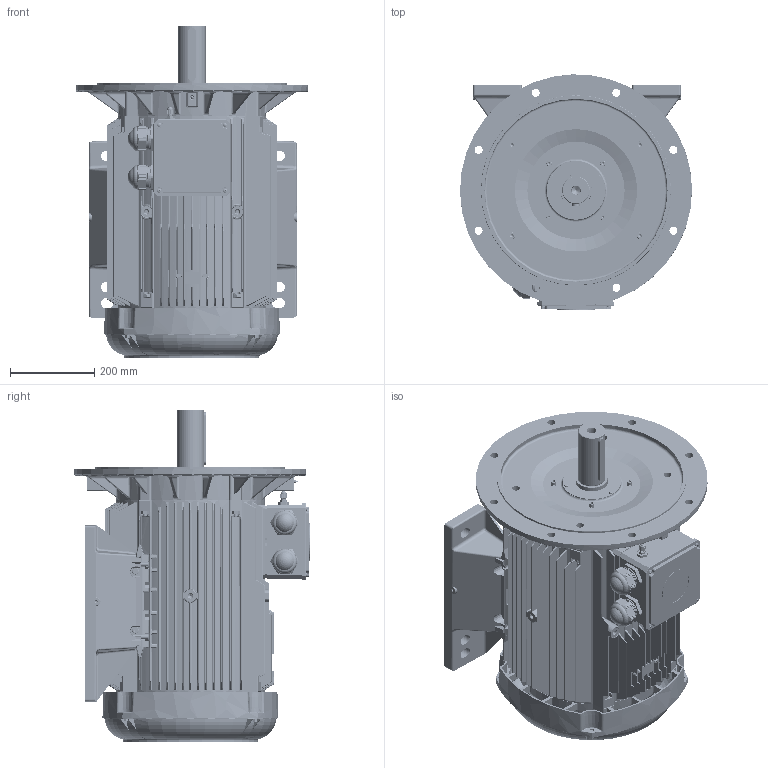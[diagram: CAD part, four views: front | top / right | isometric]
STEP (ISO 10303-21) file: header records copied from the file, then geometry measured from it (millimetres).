
FILE_DESCRIPTION(/* description */ (''),/* implementation_level */ '2;1');
FILE_NAME(/* name */ '(QE AL Series) 250_B35_4P.stp',/* time_stamp */ '2024-07-29T18:23:14+03:00',/* author */ (''),/* organization */ (''),/* preprocessor_version */ 'ST-DEVELOPER v18.102',/* originating_system */ 'SIEMENS PLM Software NX2206.8101',/* authorisation */ '');
FILE_SCHEMA (('AUTOMOTIVE_DESIGN { 1 0 10303 214 3 1 1 1 }'));
Products named in the file (1): 001_objects
Bounding box: 549.97 x 557.43 x 787 mm (x, y, z)
Surface area: 5763089.8 mm2 (no closed solid volume)
Topology: 0 solids, 121 shells, 15553 faces, 42699 edges, 26368 vertices
Faces by surface type: plane 7154, cylinder 4081, torus 1687, bspline 1480, cone 825, sphere 298, extrusion 24, revolution 4
Full cylindrical faces by diameter (mm): 0.7 x6, 2 x1, 2.5 x2, 3 x2, 4 x3, 4.3 x4, 5 x13, 5.5 x5, 5.853 x6, 6 x10, 6.3 x1, 6.4 x1, 6.5 x4, 6.7 x1, 6.8 x3, 7.2 x1, 7.5 x5, 7.6 x1, 8 x12, 8.5 x13, 8.6 x1, 8.9 x1, 9 x4, 10 x30, 10.12 x4, 10.3 x4, 10.5 x4, 10.7 x5, 11 x9, 12 x6
Entity records: 578606 total; most frequent: CARTESIAN_POINT 212938, ORIENTED_EDGE 81452, DIRECTION 61735, EDGE_CURVE 40726, VERTEX_POINT 25998, AXIS2_PLACEMENT_3D 22626, EDGE_LOOP 17916, VECTOR 16479
